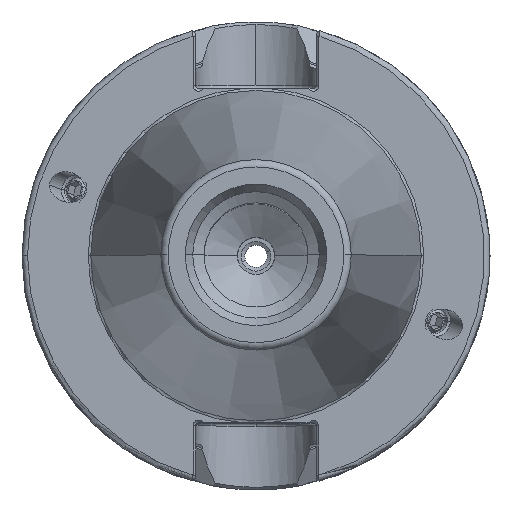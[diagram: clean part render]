
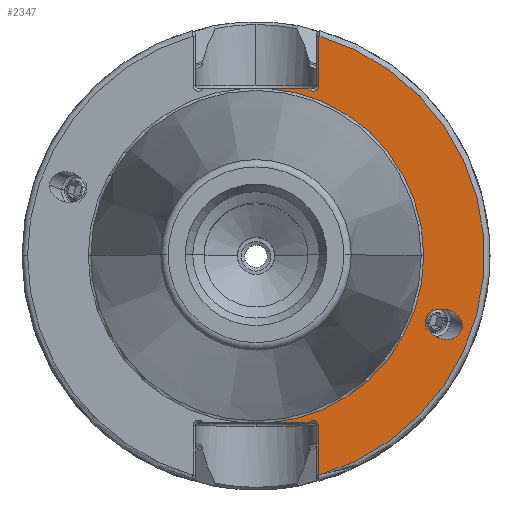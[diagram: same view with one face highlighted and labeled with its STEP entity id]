
A CAD part, top view. The second image highlights one B-rep face of the part: STEP entity #2347.
In plain terms, the highlighted planar face has unit normal (0, 0, 1).
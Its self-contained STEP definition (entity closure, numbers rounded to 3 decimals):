
#235 = DIRECTION ( 'NONE',  ( -1., 0., 0. ) ) ;
#512 = CIRCLE ( 'NONE', #7917, 30.725 ) ;
#686 = DIRECTION ( 'NONE',  ( 0., 0., -1. ) ) ;
#861 = EDGE_CURVE ( 'NONE', #4056, #22879, #24444, .T. ) ;
#893 = VECTOR ( 'NONE', #8680, 1000. ) ;
#981 = EDGE_CURVE ( 'NONE', #16190, #20124, #5274, .T. ) ;
#1217 = CARTESIAN_POINT ( 'NONE',  ( 27.766, -9.498, -2. ) ) ;
#2347 = ADVANCED_FACE ( 'NONE', ( #3524, #18010 ), #12729, .F. ) ;
#2378 = EDGE_CURVE ( 'NONE', #3366, #12217, #15286, .T. ) ;
#2607 = CARTESIAN_POINT ( 'NONE',  ( 0., 0., -2. ) ) ;
#3285 = ORIENTED_EDGE ( 'NONE', *, *, #861, .F. ) ;
#3366 = VERTEX_POINT ( 'NONE', #12336 ) ;
#3467 = EDGE_CURVE ( 'NONE', #16190, #12396, #23196, .T. ) ;
#3495 = CARTESIAN_POINT ( 'NONE',  ( 22.978, -13.051, -2. ) ) ;
#3524 = FACE_BOUND ( 'NONE', #10894, .T. ) ;
#4038 = LINE ( 'NONE', #16993, #13442 ) ;
#4056 = VERTEX_POINT ( 'NONE', #21257 ) ;
#4161 =( BOUNDED_CURVE ( )  B_SPLINE_CURVE ( 3, ( #16611, #7241, #3495, #16691 ),
 .UNSPECIFIED., .F., .F. ) 
 B_SPLINE_CURVE_WITH_KNOTS ( ( 4, 4 ),
 ( 5.993, 9.135 ),
 .UNSPECIFIED. ) 
 CURVE ( )  GEOMETRIC_REPRESENTATION_ITEM ( )  RATIONAL_B_SPLINE_CURVE ( ( 1., 0.333, 0.333, 1. ) ) 
 REPRESENTATION_ITEM ( '' )  );
#4542 = DIRECTION ( 'NONE',  ( -1., 0., 0. ) ) ;
#4651 = CARTESIAN_POINT ( 'NONE',  ( 1.684, 22.5, -2. ) ) ;
#4704 = VECTOR ( 'NONE', #11404, 1000. ) ;
#4712 = AXIS2_PLACEMENT_3D ( 'NONE', #11951, #686, #13831 ) ;
#4990 = VECTOR ( 'NONE', #14685, 1000. ) ;
#5148 = CARTESIAN_POINT ( 'NONE',  ( 8.417, -29.55, -2. ) ) ;
#5197 = ORIENTED_EDGE ( 'NONE', *, *, #21750, .T. ) ;
#5274 = LINE ( 'NONE', #15409, #4704 ) ;
#5761 = CARTESIAN_POINT ( 'NONE',  ( 22.978, -8.971, -2. ) ) ;
#5784 = ORIENTED_EDGE ( 'NONE', *, *, #8631, .T. ) ;
#5968 = VERTEX_POINT ( 'NONE', #5148 ) ;
#6017 = AXIS2_PLACEMENT_3D ( 'NONE', #22792, #11512, #235 ) ;
#7141 = DIRECTION ( 'NONE',  ( -1., 0., 0. ) ) ;
#7241 = CARTESIAN_POINT ( 'NONE',  ( 27.766, -13.577, -2. ) ) ;
#7509 = CIRCLE ( 'NONE', #14866, 22.563 ) ;
#7700 = DIRECTION ( 'NONE',  ( 0., -1., 0. ) ) ;
#7858 = CARTESIAN_POINT ( 'NONE',  ( 7.72, -22.875, -2. ) ) ;
#7917 = AXIS2_PLACEMENT_3D ( 'NONE', #20989, #9728, #22898 ) ;
#8111 = EDGE_CURVE ( 'NONE', #16082, #5968, #4038, .T. ) ;
#8164 = CARTESIAN_POINT ( 'NONE',  ( 27.766, -9.498, -2. ) ) ;
#8631 = EDGE_CURVE ( 'NONE', #5968, #3366, #512, .T. ) ;
#8680 = DIRECTION ( 'NONE',  ( 0., -1., 0. ) ) ;
#8827 = VERTEX_POINT ( 'NONE', #8164 ) ;
#9419 = EDGE_LOOP ( 'NONE', ( #3285, #11062, #23256, #5784, #20717, #5197, #18976, #20210, #17991 ) ) ;
#9728 = DIRECTION ( 'NONE',  ( 0., 0., 1. ) ) ;
#9744 = DIRECTION ( 'NONE',  ( -1., 0., 0. ) ) ;
#10095 = AXIS2_PLACEMENT_3D ( 'NONE', #7858, #21007, #9744 ) ;
#10748 = CARTESIAN_POINT ( 'NONE',  ( 1.684, -22.5, -2. ) ) ;
#10856 = CARTESIAN_POINT ( 'NONE',  ( 0., -22.5, -2. ) ) ;
#10894 = EDGE_LOOP ( 'NONE', ( #17462, #11944 ) ) ;
#10924 =( BOUNDED_CURVE ( )  B_SPLINE_CURVE ( 3, ( #20006, #18042, #12482, #1217 ),
 .UNSPECIFIED., .F., .F. ) 
 B_SPLINE_CURVE_WITH_KNOTS ( ( 4, 4 ),
 ( 2.852, 5.993 ),
 .UNSPECIFIED. ) 
 CURVE ( )  GEOMETRIC_REPRESENTATION_ITEM ( )  RATIONAL_B_SPLINE_CURVE ( ( 1., 0.333, 0.333, 1. ) ) 
 REPRESENTATION_ITEM ( '' )  );
#11062 = ORIENTED_EDGE ( 'NONE', *, *, #14756, .T. ) ;
#11404 = DIRECTION ( 'NONE',  ( 1., 0., 0. ) ) ;
#11512 = DIRECTION ( 'NONE',  ( 0., 0., -1. ) ) ;
#11592 = VERTEX_POINT ( 'NONE', #5761 ) ;
#11944 = ORIENTED_EDGE ( 'NONE', *, *, #16956, .T. ) ;
#11951 = CARTESIAN_POINT ( 'NONE',  ( 7.72, 22.875, -2. ) ) ;
#12096 = CIRCLE ( 'NONE', #10095, 0.697 ) ;
#12217 = VERTEX_POINT ( 'NONE', #21186 ) ;
#12284 = CARTESIAN_POINT ( 'NONE',  ( 22.563, 0., -2. ) ) ;
#12336 = CARTESIAN_POINT ( 'NONE',  ( 8.47, 29.534, -2. ) ) ;
#12396 = VERTEX_POINT ( 'NONE', #12284 ) ;
#12482 = CARTESIAN_POINT ( 'NONE',  ( 27.766, -5.419, -2. ) ) ;
#12729 = PLANE ( 'NONE',  #17989 ) ;
#12793 = EDGE_CURVE ( 'NONE', #8827, #11592, #4161, .T. ) ;
#13442 = VECTOR ( 'NONE', #7700, 1000. ) ;
#13831 = DIRECTION ( 'NONE',  ( -1., 0., 0. ) ) ;
#14116 = CARTESIAN_POINT ( 'NONE',  ( 8.47, 22.875, -2. ) ) ;
#14605 = DIRECTION ( 'NONE',  ( 0., 0., -1. ) ) ;
#14685 = DIRECTION ( 'NONE',  ( -1., 0., 0. ) ) ;
#14756 = EDGE_CURVE ( 'NONE', #4056, #16082, #12096, .T. ) ;
#14866 = AXIS2_PLACEMENT_3D ( 'NONE', #2607, #15807, #4542 ) ;
#15286 = LINE ( 'NONE', #14116, #893 ) ;
#15409 = CARTESIAN_POINT ( 'NONE',  ( 0., 22.5, -2. ) ) ;
#15568 = CARTESIAN_POINT ( 'NONE',  ( 8.417, -22.875, -2. ) ) ;
#15807 = DIRECTION ( 'NONE',  ( 0., 0., -1. ) ) ;
#16082 = VERTEX_POINT ( 'NONE', #15568 ) ;
#16190 = VERTEX_POINT ( 'NONE', #4651 ) ;
#16611 = CARTESIAN_POINT ( 'NONE',  ( 27.766, -9.498, -2. ) ) ;
#16691 = CARTESIAN_POINT ( 'NONE',  ( 22.978, -8.971, -2. ) ) ;
#16818 = EDGE_CURVE ( 'NONE', #12396, #22879, #7509, .T. ) ;
#16956 = EDGE_CURVE ( 'NONE', #11592, #8827, #10924, .T. ) ;
#16993 = CARTESIAN_POINT ( 'NONE',  ( 8.417, 31.475, -2. ) ) ;
#17142 = CARTESIAN_POINT ( 'NONE',  ( 7.07, 22.5, -2. ) ) ;
#17462 = ORIENTED_EDGE ( 'NONE', *, *, #12793, .T. ) ;
#17989 = AXIS2_PLACEMENT_3D ( 'NONE', #19047, #14605, #7141 ) ;
#17991 = ORIENTED_EDGE ( 'NONE', *, *, #16818, .T. ) ;
#18010 = FACE_OUTER_BOUND ( 'NONE', #9419, .T. ) ;
#18042 = CARTESIAN_POINT ( 'NONE',  ( 22.978, -4.892, -2. ) ) ;
#18976 = ORIENTED_EDGE ( 'NONE', *, *, #981, .F. ) ;
#19047 = CARTESIAN_POINT ( 'NONE',  ( 0., 31.475, -2. ) ) ;
#20006 = CARTESIAN_POINT ( 'NONE',  ( 22.978, -8.971, -2. ) ) ;
#20124 = VERTEX_POINT ( 'NONE', #17142 ) ;
#20210 = ORIENTED_EDGE ( 'NONE', *, *, #3467, .T. ) ;
#20717 = ORIENTED_EDGE ( 'NONE', *, *, #2378, .T. ) ;
#20989 = CARTESIAN_POINT ( 'NONE',  ( 0., 0., -2. ) ) ;
#21007 = DIRECTION ( 'NONE',  ( 0., 0., -1. ) ) ;
#21186 = CARTESIAN_POINT ( 'NONE',  ( 8.47, 22.875, -2. ) ) ;
#21257 = CARTESIAN_POINT ( 'NONE',  ( 7.133, -22.5, -2. ) ) ;
#21750 = EDGE_CURVE ( 'NONE', #12217, #20124, #22737, .T. ) ;
#22737 = CIRCLE ( 'NONE', #4712, 0.75 ) ;
#22792 = CARTESIAN_POINT ( 'NONE',  ( 0., 0., -2. ) ) ;
#22879 = VERTEX_POINT ( 'NONE', #10748 ) ;
#22898 = DIRECTION ( 'NONE',  ( -1., 0., 0. ) ) ;
#23196 = CIRCLE ( 'NONE', #6017, 22.563 ) ;
#23256 = ORIENTED_EDGE ( 'NONE', *, *, #8111, .T. ) ;
#24444 = LINE ( 'NONE', #10856, #4990 ) ;
